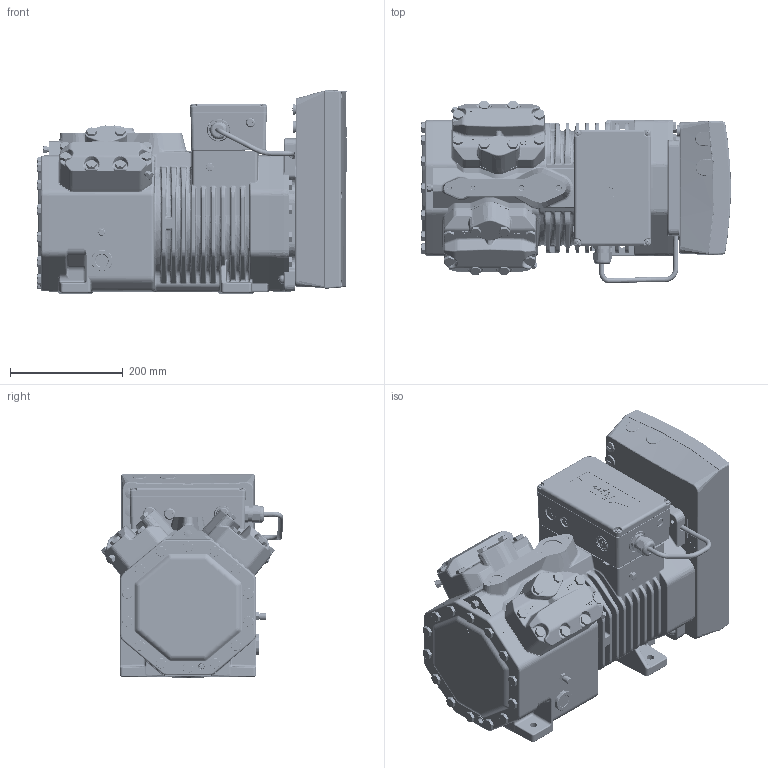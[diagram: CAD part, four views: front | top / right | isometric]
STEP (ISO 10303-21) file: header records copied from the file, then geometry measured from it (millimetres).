
FILE_DESCRIPTION(/* description */ (''),/* implementation_level */ '2;1');
FILE_NAME(/* name */ 'CE3+F1_STANDARD.stp',/* time_stamp */ '2013-06-14T11:00:54+02:00',/* author */ (''),/* organization */ (''),/* preprocessor_version */ 'ST-DEVELOPER v14',/* originating_system */ 'SIEMENS PLM Software NX 8.0',/* authorisation */ '');
FILE_SCHEMA (('AUTOMOTIVE_DESIGN { 1 0 10303 214 3 1 1 1 }'));
Products named in the file (7): CYL_HEAD_AIR_CE3_STANDARD; HOUSING_COVER_C2-C3; FREQUENCY_INVERTER; BODY_CE3; TERMINAL_BOX_C2-C3-F_ALU; BEARING_OVER_2EC_4CC; CE3+F1_STANDARD
Assembly tree (7 placements, depth 2):
  CE3+F1_STANDARD
    BEARING_OVER_2EC_4CC
    TERMINAL_BOX_C2-C3-F_ALU
    BODY_CE3
    FREQUENCY_INVERTER
    HOUSING_COVER_C2-C3
    CYL_HEAD_AIR_CE3_STANDARD  x2
Bounding box: 548.7 x 323.67 x 361.12 mm (x, y, z)
Volume: 33792475.1 mm3; surface area: 1423694.8 mm2
Topology: 7 solids, 22 shells, 5305 faces, 12863 edges, 7810 vertices
Faces by surface type: plane 1711, bspline 1634, cylinder 1217, cone 474, torus 126, sphere 78, extrusion 61, revolution 4
Full cylindrical faces by diameter (mm): 5 x6, 6 x1, 6.5 x2, 6.8 x4, 7 x1, 8 x10, 8.5 x12, 9 x6, 9.5 x4, 9.76 x8, 10.287 x1, 10.29 x4, 10.5 x2, 11 x19, 12 x1, 13 x4, 14 x1, 14.59 x26, 16 x1, 17 x1, 18.5 x1, 19 x1, 20 x2, 22 x1, 25 x1, 27 x1, 30 x1, 34 x1, 36 x4, 40 x1
Entity records: 198134 total; most frequent: CARTESIAN_POINT 82697, ORIENTED_EDGE 22668, DIRECTION 17855, EDGE_CURVE 11334, AXIS2_PLACEMENT_3D 7244, VERTEX_POINT 7047, EDGE_LOOP 5311, ADVANCED_FACE 4814
